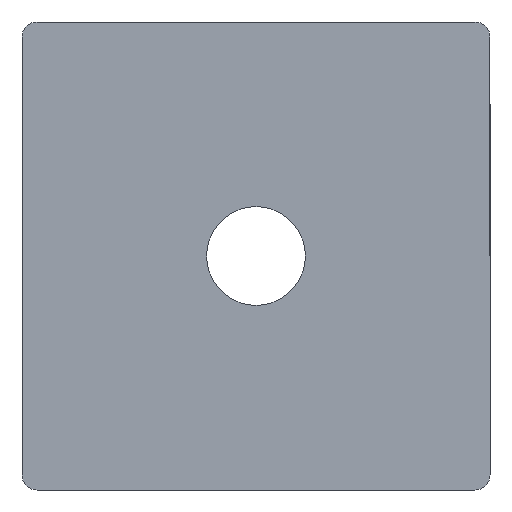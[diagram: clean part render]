
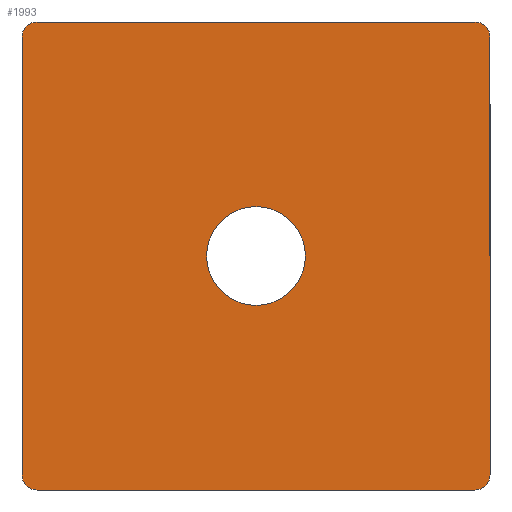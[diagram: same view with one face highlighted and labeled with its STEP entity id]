
A CAD part, left-side view. The second image highlights one B-rep face of the part: STEP entity #1993.
In plain terms, the highlighted planar face has unit normal (-1, 0, 0).
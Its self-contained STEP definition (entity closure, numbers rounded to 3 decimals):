
#45 = DIRECTION ( 'NONE',  ( 0., 0., -1. ) ) ;
#69 = CARTESIAN_POINT ( 'NONE',  ( -22., -15.5, 15.5 ) ) ;
#147 = VECTOR ( 'NONE', #731, 1000. ) ;
#193 = CARTESIAN_POINT ( 'NONE',  ( -22., 0., 0. ) ) ;
#307 = CARTESIAN_POINT ( 'NONE',  ( -22., 0., 0. ) ) ;
#330 = DIRECTION ( 'NONE',  ( 0., 0., -1. ) ) ;
#394 = DIRECTION ( 'NONE',  ( 0., 0., -1. ) ) ;
#401 = ORIENTED_EDGE ( 'NONE', *, *, #3588, .T. ) ;
#451 = CARTESIAN_POINT ( 'NONE',  ( -22., 15.5, 15.5 ) ) ;
#479 = AXIS2_PLACEMENT_3D ( 'NONE', #729, #3225, #45 ) ;
#548 = DIRECTION ( 'NONE',  ( 0., 0., -1. ) ) ;
#591 = DIRECTION ( 'NONE',  ( -1., 0., 0. ) ) ;
#602 = AXIS2_PLACEMENT_3D ( 'NONE', #3031, #2417, #548 ) ;
#634 = VECTOR ( 'NONE', #3929, 1000. ) ;
#674 = CARTESIAN_POINT ( 'NONE',  ( -22., 14.5, -15.5 ) ) ;
#698 = VERTEX_POINT ( 'NONE', #872 ) ;
#729 = CARTESIAN_POINT ( 'NONE',  ( -22., -14.5, 14.5 ) ) ;
#731 = DIRECTION ( 'NONE',  ( 0., 1., 0. ) ) ;
#738 = ORIENTED_EDGE ( 'NONE', *, *, #4034, .F. ) ;
#779 = CIRCLE ( 'NONE', #3243, 1. ) ;
#817 = ORIENTED_EDGE ( 'NONE', *, *, #1312, .T. ) ;
#872 = CARTESIAN_POINT ( 'NONE',  ( -22., -15.5, -14.5 ) ) ;
#890 = CIRCLE ( 'NONE', #3510, 3.275 ) ;
#893 = DIRECTION ( 'NONE',  ( -1., 0., 0. ) ) ;
#954 = ORIENTED_EDGE ( 'NONE', *, *, #1194, .F. ) ;
#977 = CARTESIAN_POINT ( 'NONE',  ( -22., 15.5, 14.5 ) ) ;
#1007 = CARTESIAN_POINT ( 'NONE',  ( -22., 0., -3.275 ) ) ;
#1024 = LINE ( 'NONE', #2462, #634 ) ;
#1042 = CARTESIAN_POINT ( 'NONE',  ( -22., 14.5, 14.5 ) ) ;
#1079 = ORIENTED_EDGE ( 'NONE', *, *, #1958, .T. ) ;
#1085 = EDGE_CURVE ( 'NONE', #2888, #3898, #1381, .T. ) ;
#1155 = AXIS2_PLACEMENT_3D ( 'NONE', #307, #1406, #394 ) ;
#1160 = CIRCLE ( 'NONE', #3627, 1. ) ;
#1193 = DIRECTION ( 'NONE',  ( -1., 0., 0. ) ) ;
#1194 = EDGE_CURVE ( 'NONE', #1663, #3412, #2350, .T. ) ;
#1280 = LINE ( 'NONE', #4494, #1879 ) ;
#1281 = CARTESIAN_POINT ( 'NONE',  ( -22., 0., 0. ) ) ;
#1306 = DIRECTION ( 'NONE',  ( 0., 0., -1. ) ) ;
#1312 = EDGE_CURVE ( 'NONE', #4359, #4205, #1160, .T. ) ;
#1381 = CIRCLE ( 'NONE', #479, 1. ) ;
#1406 = DIRECTION ( 'NONE',  ( 1., 0., 0. ) ) ;
#1499 = VERTEX_POINT ( 'NONE', #2923 ) ;
#1534 = ORIENTED_EDGE ( 'NONE', *, *, #1085, .T. ) ;
#1538 = LINE ( 'NONE', #451, #4039 ) ;
#1663 = VERTEX_POINT ( 'NONE', #3365 ) ;
#1814 = CARTESIAN_POINT ( 'NONE',  ( -22., 15.5, -14.5 ) ) ;
#1879 = VECTOR ( 'NONE', #2695, 1000. ) ;
#1958 = EDGE_CURVE ( 'NONE', #3064, #2463, #779, .T. ) ;
#1993 = ADVANCED_FACE ( 'NONE', ( #3160, #3518 ), #2529, .F. ) ;
#2049 = EDGE_CURVE ( 'NONE', #1499, #2463, #1024, .T. ) ;
#2252 = CIRCLE ( 'NONE', #602, 1. ) ;
#2350 = CIRCLE ( 'NONE', #2948, 3.275 ) ;
#2417 = DIRECTION ( 'NONE',  ( -1., 0., 0. ) ) ;
#2462 = CARTESIAN_POINT ( 'NONE',  ( -22., -15.5, -15.5 ) ) ;
#2463 = VERTEX_POINT ( 'NONE', #674 ) ;
#2512 = LINE ( 'NONE', #69, #147 ) ;
#2529 = PLANE ( 'NONE',  #1155 ) ;
#2695 = DIRECTION ( 'NONE',  ( 0., 0., -1. ) ) ;
#2720 = DIRECTION ( 'NONE',  ( 0., 0., 1. ) ) ;
#2857 = ORIENTED_EDGE ( 'NONE', *, *, #2049, .F. ) ;
#2888 = VERTEX_POINT ( 'NONE', #3849 ) ;
#2923 = CARTESIAN_POINT ( 'NONE',  ( -22., -14.5, -15.5 ) ) ;
#2934 = CARTESIAN_POINT ( 'NONE',  ( -22., -14.5, 15.5 ) ) ;
#2948 = AXIS2_PLACEMENT_3D ( 'NONE', #1281, #1193, #2720 ) ;
#3026 = EDGE_CURVE ( 'NONE', #4205, #3064, #1538, .T. ) ;
#3031 = CARTESIAN_POINT ( 'NONE',  ( -22., -14.5, -14.5 ) ) ;
#3064 = VERTEX_POINT ( 'NONE', #1814 ) ;
#3160 = FACE_BOUND ( 'NONE', #3459, .T. ) ;
#3225 = DIRECTION ( 'NONE',  ( -1., 0., 0. ) ) ;
#3243 = AXIS2_PLACEMENT_3D ( 'NONE', #3794, #591, #330 ) ;
#3365 = CARTESIAN_POINT ( 'NONE',  ( -22., 0., 3.275 ) ) ;
#3412 = VERTEX_POINT ( 'NONE', #1007 ) ;
#3459 = EDGE_LOOP ( 'NONE', ( #954, #4250 ) ) ;
#3510 = AXIS2_PLACEMENT_3D ( 'NONE', #193, #893, #4455 ) ;
#3518 = FACE_OUTER_BOUND ( 'NONE', #3757, .T. ) ;
#3588 = EDGE_CURVE ( 'NONE', #3898, #4359, #2512, .T. ) ;
#3627 = AXIS2_PLACEMENT_3D ( 'NONE', #1042, #4567, #1306 ) ;
#3723 = EDGE_CURVE ( 'NONE', #3412, #1663, #890, .T. ) ;
#3757 = EDGE_LOOP ( 'NONE', ( #401, #817, #4547, #1079, #2857, #3785, #738, #1534 ) ) ;
#3785 = ORIENTED_EDGE ( 'NONE', *, *, #4528, .T. ) ;
#3794 = CARTESIAN_POINT ( 'NONE',  ( -22., 14.5, -14.5 ) ) ;
#3849 = CARTESIAN_POINT ( 'NONE',  ( -22., -15.5, 14.5 ) ) ;
#3898 = VERTEX_POINT ( 'NONE', #2934 ) ;
#3929 = DIRECTION ( 'NONE',  ( 0., 1., 0. ) ) ;
#3939 = DIRECTION ( 'NONE',  ( 0., 0., -1. ) ) ;
#4034 = EDGE_CURVE ( 'NONE', #2888, #698, #1280, .T. ) ;
#4039 = VECTOR ( 'NONE', #3939, 1000. ) ;
#4205 = VERTEX_POINT ( 'NONE', #977 ) ;
#4229 = CARTESIAN_POINT ( 'NONE',  ( -22., 14.5, 15.5 ) ) ;
#4250 = ORIENTED_EDGE ( 'NONE', *, *, #3723, .F. ) ;
#4359 = VERTEX_POINT ( 'NONE', #4229 ) ;
#4455 = DIRECTION ( 'NONE',  ( 0., 0., 1. ) ) ;
#4494 = CARTESIAN_POINT ( 'NONE',  ( -22., -15.5, 15.5 ) ) ;
#4528 = EDGE_CURVE ( 'NONE', #1499, #698, #2252, .T. ) ;
#4547 = ORIENTED_EDGE ( 'NONE', *, *, #3026, .T. ) ;
#4567 = DIRECTION ( 'NONE',  ( -1., 0., 0. ) ) ;
